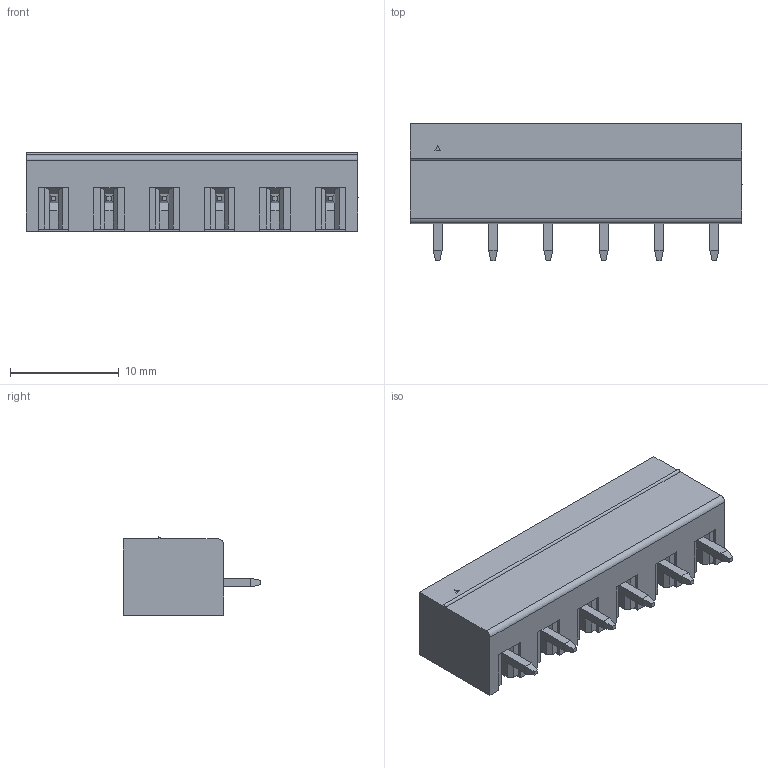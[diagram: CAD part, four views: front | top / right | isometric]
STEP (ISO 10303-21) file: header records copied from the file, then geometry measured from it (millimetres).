
FILE_DESCRIPTION (( 'STEP AP214' ), '1' );
FILE_NAME ('15EDGVC-5.08-06P-14-00AH.STEP', '2021-02-04T21:56:15', ( '' ), ( '' ), 'SwSTEP 2.0', 'SolidWorks 2020', '' );
FILE_SCHEMA (( 'AUTOMOTIVE_DESIGN' ));
Length unit declared in the file: millimetre
Products named in the file (1): 15EDGVC-5.08-06P-14-00AH
Bounding box: 30.48 x 12.6 x 7.2 mm (x, y, z)
Volume: 1180.4 mm3; surface area: 2455 mm2
Topology: 1 solids, 1 shells, 742 faces, 1965 edges, 1274 vertices
Faces by surface type: plane 557, bspline 147, cylinder 20, torus 12, cone 6
Entity records: 34510 total; most frequent: CARTESIAN_POINT 12861, ORIENTED_EDGE 3930, DIRECTION 2921, EDGE_CURVE 1965, LINE 1589, VECTOR 1589, VERTEX_POINT 1274, EDGE_LOOP 791
